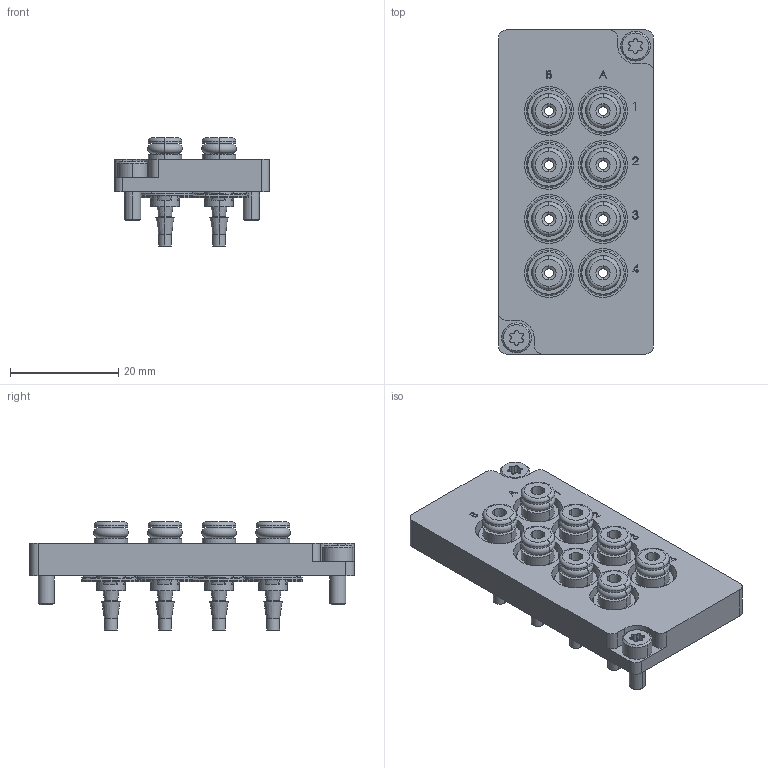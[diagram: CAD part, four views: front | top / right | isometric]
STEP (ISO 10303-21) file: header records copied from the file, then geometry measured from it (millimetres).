
FILE_DESCRIPTION (( 'STEP AP214' ), '1' );
FILE_NAME ('INGUN_37821.STEP', '2023-01-17T13:18:57', ( '' ), ( '' ), 'SwSTEP 2.0', 'SolidWorks 2021', '' );
FILE_SCHEMA (( 'AUTOMOTIVE_DESIGN' ));
Length unit declared in the file: millimetre
Products named in the file (7): INFO_4599~0_S; 114395~0; DIN912~n_M03,0x008; 37818~0_S; INGUN_37821; 45209~0_S; 114395~0_S
Assembly tree (21 placements, depth 3):
  INGUN_37821
    114395~0_S
      114395~0
      INFO_4599~0_S
    37818~0_S  x8
    DIN912~n_M03,0x008  x2
    45209~0_S  x8
Bounding box: 28.7 x 60 x 20 mm (x, y, z)
Volume: 11055.7 mm3; surface area: 11528.1 mm2
Topology: 25 solids, 25 shells, 1101 faces, 2797 edges, 1822 vertices
Faces by surface type: plane 504, cylinder 296, cone 224, torus 48, bspline 29
Entity records: 11118 total; most frequent: CARTESIAN_POINT 3464, ORIENTED_EDGE 1504, DIRECTION 1487, EDGE_CURVE 752, AXIS2_PLACEMENT_3D 546, VERTEX_POINT 495, VECTOR 395, LINE 395
